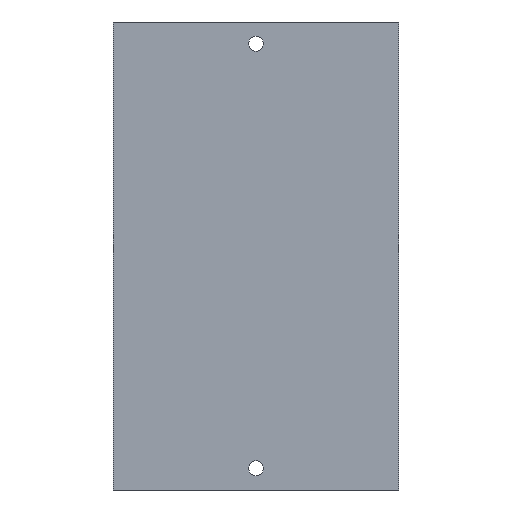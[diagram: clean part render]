
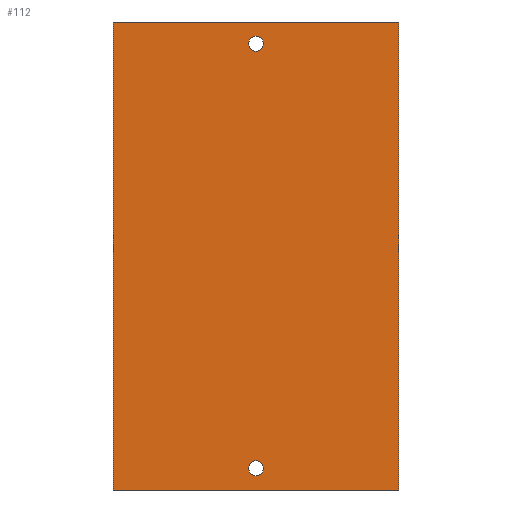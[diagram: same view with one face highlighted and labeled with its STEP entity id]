
A CAD part, front view. The second image highlights one B-rep face of the part: STEP entity #112.
In plain terms, the highlighted planar face has unit normal (0, -1, 0).
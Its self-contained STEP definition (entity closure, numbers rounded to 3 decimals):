
#14 = VECTOR ( 'NONE', #317, 1000. ) ;
#18 = LINE ( 'NONE', #163, #146 ) ;
#20 = CARTESIAN_POINT ( 'NONE',  ( 23., 0., 37.75 ) ) ;
#22 = CARTESIAN_POINT ( 'NONE',  ( 0., 0., -34.25 ) ) ;
#29 = VERTEX_POINT ( 'NONE', #148 ) ;
#42 = DIRECTION ( 'NONE',  ( 0., 0., 1. ) ) ;
#43 = DIRECTION ( 'NONE',  ( 0., 0., 1. ) ) ;
#50 = ORIENTED_EDGE ( 'NONE', *, *, #107, .F. ) ;
#60 = ORIENTED_EDGE ( 'NONE', *, *, #348, .T. ) ;
#63 = CARTESIAN_POINT ( 'NONE',  ( 0., 0., 34.25 ) ) ;
#64 = AXIS2_PLACEMENT_3D ( 'NONE', #63, #136, #341 ) ;
#65 = ORIENTED_EDGE ( 'NONE', *, *, #210, .F. ) ;
#70 = FACE_OUTER_BOUND ( 'NONE', #267, .T. ) ;
#71 = FACE_BOUND ( 'NONE', #157, .T. ) ;
#72 = CARTESIAN_POINT ( 'NONE',  ( 23., 0., 37.75 ) ) ;
#77 = EDGE_CURVE ( 'NONE', #297, #29, #106, .T. ) ;
#80 = CARTESIAN_POINT ( 'NONE',  ( 23., 0., -37.75 ) ) ;
#81 = ORIENTED_EDGE ( 'NONE', *, *, #290, .T. ) ;
#85 = CARTESIAN_POINT ( 'NONE',  ( 0., 0., 34.25 ) ) ;
#99 = LINE ( 'NONE', #20, #268 ) ;
#100 = AXIS2_PLACEMENT_3D ( 'NONE', #197, #150, #42 ) ;
#106 = CIRCLE ( 'NONE', #220, 1.2 ) ;
#107 = EDGE_CURVE ( 'NONE', #205, #127, #283, .T. ) ;
#108 = LINE ( 'NONE', #263, #156 ) ;
#112 = ADVANCED_FACE ( 'NONE', ( #123, #71, #70 ), #173, .F. ) ;
#120 = DIRECTION ( 'NONE',  ( 0., -1., 0. ) ) ;
#121 = DIRECTION ( 'NONE',  ( 0., 1., 0. ) ) ;
#122 = CARTESIAN_POINT ( 'NONE',  ( 23., 0., 37.75 ) ) ;
#123 = FACE_BOUND ( 'NONE', #241, .T. ) ;
#124 = EDGE_CURVE ( 'NONE', #127, #259, #99, .T. ) ;
#126 = DIRECTION ( 'NONE',  ( 0., 0., 1. ) ) ;
#127 = VERTEX_POINT ( 'NONE', #122 ) ;
#129 = CARTESIAN_POINT ( 'NONE',  ( 0., 0., 33.05 ) ) ;
#132 = CIRCLE ( 'NONE', #176, 1.2 ) ;
#133 = VERTEX_POINT ( 'NONE', #229 ) ;
#136 = DIRECTION ( 'NONE',  ( 0., 1., 0. ) ) ;
#143 = DIRECTION ( 'NONE',  ( 0., 0., -1. ) ) ;
#146 = VECTOR ( 'NONE', #276, 1000. ) ;
#148 = CARTESIAN_POINT ( 'NONE',  ( 0., 0., -33.05 ) ) ;
#150 = DIRECTION ( 'NONE',  ( 0., 1., 0. ) ) ;
#156 = VECTOR ( 'NONE', #209, 1000. ) ;
#157 = EDGE_LOOP ( 'NONE', ( #350, #237 ) ) ;
#160 = CARTESIAN_POINT ( 'NONE',  ( 0., 0., -34.25 ) ) ;
#161 = CARTESIAN_POINT ( 'NONE',  ( 0., 0., -35.45 ) ) ;
#163 = CARTESIAN_POINT ( 'NONE',  ( -23., 0., 37.75 ) ) ;
#166 = DIRECTION ( 'NONE',  ( 0., -1., 0. ) ) ;
#173 = PLANE ( 'NONE',  #100 ) ;
#176 = AXIS2_PLACEMENT_3D ( 'NONE', #160, #166, #43 ) ;
#182 = AXIS2_PLACEMENT_3D ( 'NONE', #85, #121, #184 ) ;
#184 = DIRECTION ( 'NONE',  ( 0., 0., 1. ) ) ;
#186 = CIRCLE ( 'NONE', #182, 1.2 ) ;
#193 = VERTEX_POINT ( 'NONE', #129 ) ;
#197 = CARTESIAN_POINT ( 'NONE',  ( 0., 0., 0. ) ) ;
#205 = VERTEX_POINT ( 'NONE', #347 ) ;
#206 = CIRCLE ( 'NONE', #64, 1.2 ) ;
#209 = DIRECTION ( 'NONE',  ( -1., 0., 0. ) ) ;
#210 = EDGE_CURVE ( 'NONE', #259, #236, #108, .T. ) ;
#211 = CARTESIAN_POINT ( 'NONE',  ( -23., 0., -37.75 ) ) ;
#220 = AXIS2_PLACEMENT_3D ( 'NONE', #22, #120, #126 ) ;
#222 = ORIENTED_EDGE ( 'NONE', *, *, #340, .F. ) ;
#229 = CARTESIAN_POINT ( 'NONE',  ( 0., 0., 35.45 ) ) ;
#235 = ORIENTED_EDGE ( 'NONE', *, *, #124, .F. ) ;
#236 = VERTEX_POINT ( 'NONE', #211 ) ;
#237 = ORIENTED_EDGE ( 'NONE', *, *, #77, .F. ) ;
#241 = EDGE_LOOP ( 'NONE', ( #60, #81 ) ) ;
#259 = VERTEX_POINT ( 'NONE', #80 ) ;
#263 = CARTESIAN_POINT ( 'NONE',  ( 23., 0., -37.75 ) ) ;
#267 = EDGE_LOOP ( 'NONE', ( #222, #65, #235, #50 ) ) ;
#268 = VECTOR ( 'NONE', #143, 1000. ) ;
#274 = EDGE_CURVE ( 'NONE', #29, #297, #132, .T. ) ;
#276 = DIRECTION ( 'NONE',  ( 0., 0., 1. ) ) ;
#283 = LINE ( 'NONE', #72, #14 ) ;
#290 = EDGE_CURVE ( 'NONE', #193, #133, #206, .T. ) ;
#297 = VERTEX_POINT ( 'NONE', #161 ) ;
#317 = DIRECTION ( 'NONE',  ( 1., 0., 0. ) ) ;
#340 = EDGE_CURVE ( 'NONE', #236, #205, #18, .T. ) ;
#341 = DIRECTION ( 'NONE',  ( 0., 0., 1. ) ) ;
#347 = CARTESIAN_POINT ( 'NONE',  ( -23., 0., 37.75 ) ) ;
#348 = EDGE_CURVE ( 'NONE', #133, #193, #186, .T. ) ;
#350 = ORIENTED_EDGE ( 'NONE', *, *, #274, .F. ) ;
